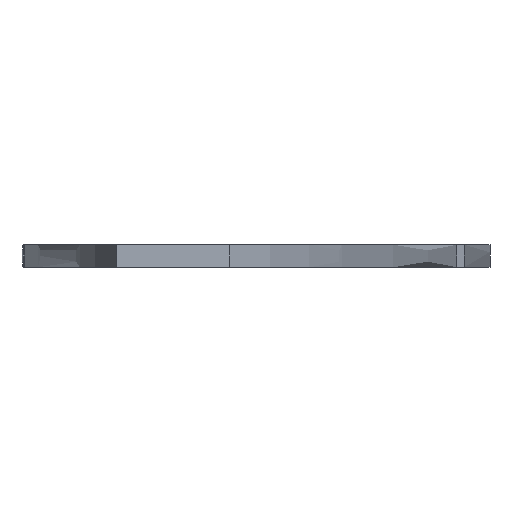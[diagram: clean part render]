
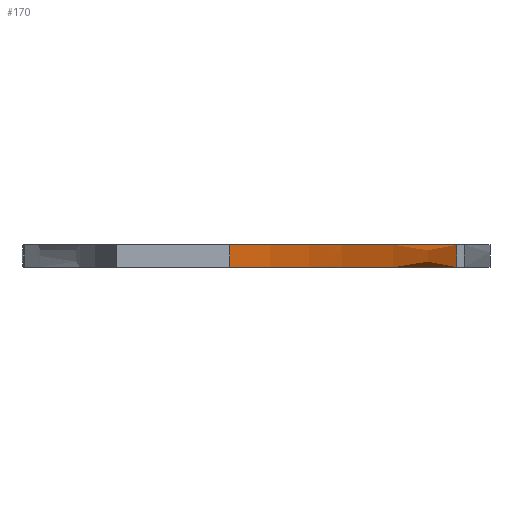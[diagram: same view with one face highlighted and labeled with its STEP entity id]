
A CAD part, left-side view. The second image highlights one B-rep face of the part: STEP entity #170.
In plain terms, the highlighted face is a extrusion surface.
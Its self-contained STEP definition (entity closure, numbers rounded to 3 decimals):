
#80=CARTESIAN_POINT('Vertex',(99.069,-48.783,3.)) ;
#83=CARTESIAN_POINT('Line Origine',(99.069,-48.783,1.5)) ;
#87=CARTESIAN_POINT('Vertex',(99.069,-48.783,0.)) ;
#103=CARTESIAN_POINT('Control Point',(7.472,-18.676,0.)) ;
#104=CARTESIAN_POINT('Control Point',(8.514,-19.616,0.)) ;
#105=CARTESIAN_POINT('Control Point',(9.6,-20.502,0.)) ;
#106=CARTESIAN_POINT('Control Point',(10.718,-21.345,0.)) ;
#107=CARTESIAN_POINT('Control Point',(15.678,-24.839,0.)) ;
#108=CARTESIAN_POINT('Control Point',(21.038,-27.729,0.)) ;
#109=CARTESIAN_POINT('Control Point',(25.149,-29.704,0.)) ;
#110=CARTESIAN_POINT('Control Point',(37.514,-35.001,0.)) ;
#111=CARTESIAN_POINT('Control Point',(50.363,-39.048,0.)) ;
#112=CARTESIAN_POINT('Control Point',(58.765,-41.316,0.)) ;
#113=CARTESIAN_POINT('Control Point',(71.904,-44.339,0.)) ;
#114=CARTESIAN_POINT('Control Point',(85.171,-46.717,0.)) ;
#115=CARTESIAN_POINT('Control Point',(89.796,-47.472,0.)) ;
#116=CARTESIAN_POINT('Control Point',(94.429,-48.159,0.)) ;
#117=CARTESIAN_POINT('Control Point',(99.069,-48.783,0.)) ;
#122=CARTESIAN_POINT('Control Point',(7.472,-18.676,3.)) ;
#123=CARTESIAN_POINT('Control Point',(8.514,-19.616,3.)) ;
#124=CARTESIAN_POINT('Control Point',(9.6,-20.502,3.)) ;
#125=CARTESIAN_POINT('Control Point',(10.718,-21.345,3.)) ;
#126=CARTESIAN_POINT('Control Point',(15.678,-24.839,3.)) ;
#127=CARTESIAN_POINT('Control Point',(21.038,-27.729,3.)) ;
#128=CARTESIAN_POINT('Control Point',(25.149,-29.704,3.)) ;
#129=CARTESIAN_POINT('Control Point',(37.514,-35.001,3.)) ;
#130=CARTESIAN_POINT('Control Point',(50.363,-39.048,3.)) ;
#131=CARTESIAN_POINT('Control Point',(58.765,-41.316,3.)) ;
#132=CARTESIAN_POINT('Control Point',(71.904,-44.339,3.)) ;
#133=CARTESIAN_POINT('Control Point',(85.171,-46.717,3.)) ;
#134=CARTESIAN_POINT('Control Point',(89.796,-47.472,3.)) ;
#135=CARTESIAN_POINT('Control Point',(94.429,-48.159,3.)) ;
#136=CARTESIAN_POINT('Control Point',(99.069,-48.783,3.)) ;
#137=CARTESIAN_POINT('Vertex',(7.472,-18.676,3.)) ;
#140=CARTESIAN_POINT('Line Origine',(7.472,-18.676,1.5)) ;
#144=CARTESIAN_POINT('Vertex',(7.472,-18.676,0.)) ;
#148=CARTESIAN_POINT('Control Point',(7.472,-18.676,0.)) ;
#149=CARTESIAN_POINT('Control Point',(8.514,-19.616,0.)) ;
#150=CARTESIAN_POINT('Control Point',(9.6,-20.502,0.)) ;
#151=CARTESIAN_POINT('Control Point',(10.718,-21.345,0.)) ;
#152=CARTESIAN_POINT('Control Point',(15.678,-24.839,0.)) ;
#153=CARTESIAN_POINT('Control Point',(21.038,-27.729,0.)) ;
#154=CARTESIAN_POINT('Control Point',(25.149,-29.704,0.)) ;
#155=CARTESIAN_POINT('Control Point',(37.514,-35.001,0.)) ;
#156=CARTESIAN_POINT('Control Point',(50.363,-39.048,0.)) ;
#157=CARTESIAN_POINT('Control Point',(58.765,-41.316,0.)) ;
#158=CARTESIAN_POINT('Control Point',(71.904,-44.339,0.)) ;
#159=CARTESIAN_POINT('Control Point',(85.171,-46.717,0.)) ;
#160=CARTESIAN_POINT('Control Point',(89.796,-47.472,0.)) ;
#161=CARTESIAN_POINT('Control Point',(94.429,-48.159,0.)) ;
#162=CARTESIAN_POINT('Control Point',(99.069,-48.783,0.)) ;
#85=VECTOR('Line Direction',#84,1.) ;
#119=VECTOR('Extrusion Surface Vector',#118,1.) ;
#142=VECTOR('Line Direction',#141,1.) ;
#84=DIRECTION('Vector Direction',(0.,0.,1.)) ;
#118=DIRECTION('Vector Direction',(0.,0.,1.)) ;
#141=DIRECTION('Vector Direction',(0.,0.,1.)) ;
#86=LINE('Line',#83,#85) ;
#143=LINE('Line',#140,#142) ;
#89=EDGE_CURVE('',#88,#81,#86,.T.) ;
#139=EDGE_CURVE('',#81,#138,#121,.F.) ;
#146=EDGE_CURVE('',#145,#138,#143,.T.) ;
#163=EDGE_CURVE('',#88,#145,#147,.F.) ;
#165=ORIENTED_EDGE('',*,*,#139,.T.) ;
#166=ORIENTED_EDGE('',*,*,#146,.F.) ;
#167=ORIENTED_EDGE('',*,*,#163,.F.) ;
#168=ORIENTED_EDGE('',*,*,#89,.T.) ;
#164=EDGE_LOOP('',(#165,#166,#167,#168)) ;
#81=VERTEX_POINT('',#80) ;
#88=VERTEX_POINT('',#87) ;
#138=VERTEX_POINT('',#137) ;
#145=VERTEX_POINT('',#144) ;
#170=ADVANCED_FACE('PartBody',(#169),#120,.T.) ;
#102=B_SPLINE_CURVE_WITH_KNOTS('',5,(#103,#104,#105,#106,#107,#108,#109,#110,#111,#112,#113,#114,#115,#116,#117),.UNSPECIFIED.,.F.,.U.,(6,3,3,3,6),(0.,7.038,30.279,74.157,97.56),.UNSPECIFIED.) ;
#121=B_SPLINE_CURVE_WITH_KNOTS('',5,(#122,#123,#124,#125,#126,#127,#128,#129,#130,#131,#132,#133,#134,#135,#136),.UNSPECIFIED.,.F.,.U.,(6,3,3,3,6),(500000.,500007.048,500030.324,500074.265,500097.703),.UNSPECIFIED.) ;
#147=B_SPLINE_CURVE_WITH_KNOTS('',5,(#148,#149,#150,#151,#152,#153,#154,#155,#156,#157,#158,#159,#160,#161,#162),.UNSPECIFIED.,.F.,.U.,(6,3,3,3,6),(500000.,500007.048,500030.324,500074.265,500097.703),.UNSPECIFIED.) ;
#169=FACE_OUTER_BOUND('',#164,.T.) ;
#120=SURFACE_OF_LINEAR_EXTRUSION('generated tabulated cylinder',#102,#119) ;
